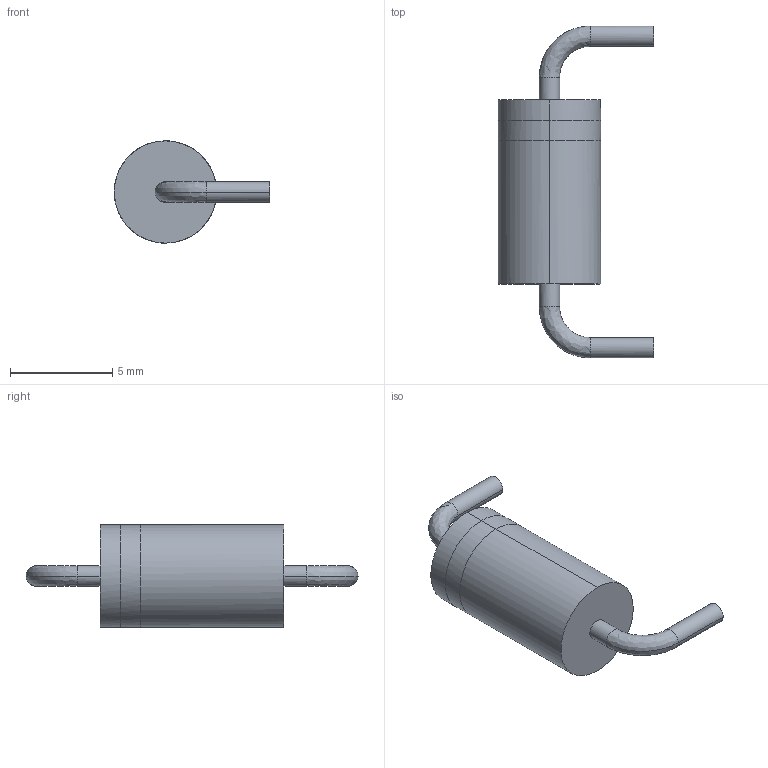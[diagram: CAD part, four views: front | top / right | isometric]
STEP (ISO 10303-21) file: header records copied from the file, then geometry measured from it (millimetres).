
FILE_DESCRIPTION (( 'STEP AP214' ), '1' );
FILE_NAME ('User Library-DO-201.STEP', '2015-03-30T11:05:56', ( 'Windows User' ), ( '' ), 'SwSTEP 2.0', 'SolidWorks 2015', '' );
FILE_SCHEMA (( 'AUTOMOTIVE_DESIGN' ));
Length unit declared in the file: millimetre
Products named in the file (1): User Library-DO-201
Bounding box: 7.6 x 16.24 x 5 mm (x, y, z)
Volume: 188.3 mm3; surface area: 226.9 mm2
Topology: 1 solids, 1 shells, 22 faces, 42 edges, 24 vertices
Faces by surface type: cylinder 14, bspline 4, plane 4
Entity records: 1064 total; most frequent: CARTESIAN_POINT 380, ORIENTED_EDGE 84, DIRECTION 78, EDGE_CURVE 42, AXIS2_PLACEMENT_3D 32, UNCERTAINTY_MEASURE_WITH_UNIT 25, STYLED_ITEM 24, PRESENTATION_STYLE_ASSIGNMENT 24
